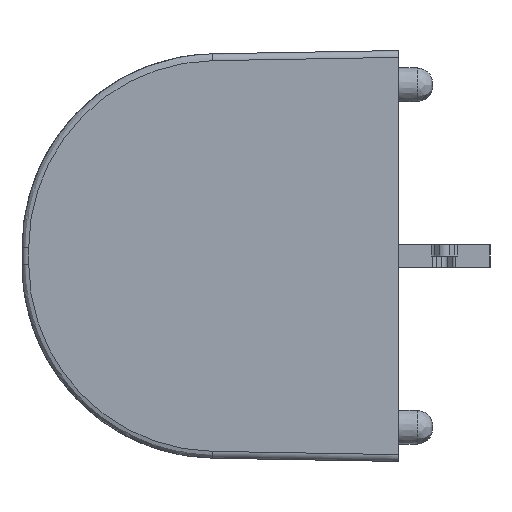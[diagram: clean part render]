
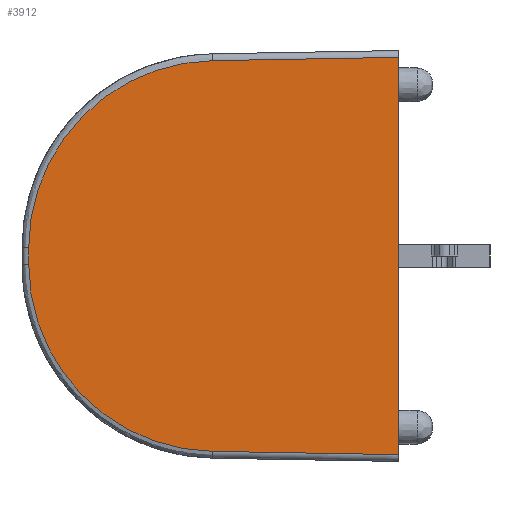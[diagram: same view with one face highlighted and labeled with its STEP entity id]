
A CAD part, left-side view. The second image highlights one B-rep face of the part: STEP entity #3912.
In plain terms, the highlighted planar face has unit normal (-1, 0.018, 0).
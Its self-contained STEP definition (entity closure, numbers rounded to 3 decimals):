
#54=DIRECTION('',(0.,0.,1.));
#55=VECTOR('',#54,17.4);
#56=CARTESIAN_POINT('',(-21.5,0.,-8.7));
#57=LINE('',#56,#55);
#384=DIRECTION('',(0.017,1.,0.017));
#385=VECTOR('',#384,8.151);
#386=CARTESIAN_POINT('',(-21.5,0.,-8.7));
#387=LINE('',#386,#385);
#388=CARTESIAN_POINT('',(-21.358,8.148,-8.558));
#389=CARTESIAN_POINT('',(-21.356,8.278,-8.556));
#390=CARTESIAN_POINT('',(-21.351,8.537,-8.545));
#391=CARTESIAN_POINT('',(-21.344,8.92,-8.511));
#392=CARTESIAN_POINT('',(-21.338,9.303,-8.459));
#393=CARTESIAN_POINT('',(-21.331,9.682,-8.389));
#394=CARTESIAN_POINT('',(-21.324,10.057,-8.301));
#395=CARTESIAN_POINT('',(-21.318,10.428,-8.196));
#396=CARTESIAN_POINT('',(-21.312,10.794,-8.073));
#397=CARTESIAN_POINT('',(-21.305,11.153,-7.934));
#398=CARTESIAN_POINT('',(-21.299,11.506,-7.778));
#399=CARTESIAN_POINT('',(-21.293,11.851,-7.605));
#400=CARTESIAN_POINT('',(-21.287,12.187,-7.416));
#401=CARTESIAN_POINT('',(-21.282,12.514,-7.212));
#402=CARTESIAN_POINT('',(-21.276,12.831,-6.992));
#403=CARTESIAN_POINT('',(-21.271,13.137,-6.758));
#404=CARTESIAN_POINT('',(-21.266,13.433,-6.51));
#405=CARTESIAN_POINT('',(-21.261,13.716,-6.248));
#406=CARTESIAN_POINT('',(-21.256,13.986,-5.973));
#407=CARTESIAN_POINT('',(-21.251,14.243,-5.686));
#408=CARTESIAN_POINT('',(-21.247,14.487,-5.387));
#409=CARTESIAN_POINT('',(-21.243,14.716,-5.077));
#410=CARTESIAN_POINT('',(-21.239,14.93,-4.756));
#411=CARTESIAN_POINT('',(-21.236,15.129,-4.426));
#412=CARTESIAN_POINT('',(-21.233,15.312,-4.087));
#413=CARTESIAN_POINT('',(-21.23,15.479,-3.739));
#414=CARTESIAN_POINT('',(-21.227,15.63,-3.384));
#415=CARTESIAN_POINT('',(-21.225,15.764,-3.023));
#416=CARTESIAN_POINT('',(-21.223,15.88,-2.655));
#417=CARTESIAN_POINT('',(-21.221,15.979,-2.283));
#418=CARTESIAN_POINT('',(-21.22,16.061,-1.906));
#419=CARTESIAN_POINT('',(-21.219,16.125,-1.526));
#420=CARTESIAN_POINT('',(-21.218,16.171,-1.141));
#421=CARTESIAN_POINT('',(-21.217,16.199,
-0.751));
#422=CARTESIAN_POINT('',(-21.217,16.205,
-0.49));
#423=CARTESIAN_POINT('',(-21.217,16.205,
-0.359));
#425=DIRECTION('',(0.,0.,1.));
#426=VECTOR('',#425,0.718);
#427=CARTESIAN_POINT('',(-21.217,16.205,
-0.359));
#428=LINE('',#427,#426);
#429=CARTESIAN_POINT('',(-21.217,16.205,0.359));
#430=CARTESIAN_POINT('',(-21.217,16.205,0.489));
#431=CARTESIAN_POINT('',(-21.217,16.199,0.748));
#432=CARTESIAN_POINT('',(-21.218,16.172,1.132));
#433=CARTESIAN_POINT('',(-21.219,16.126,1.515));
#434=CARTESIAN_POINT('',(-21.22,16.063,1.895));
#435=CARTESIAN_POINT('',(-21.221,15.982,2.272));
#436=CARTESIAN_POINT('',(-21.223,15.883,2.645));
#437=CARTESIAN_POINT('',(-21.225,15.767,3.012));
#438=CARTESIAN_POINT('',(-21.227,15.634,3.374));
#439=CARTESIAN_POINT('',(-21.23,15.484,3.729));
#440=CARTESIAN_POINT('',(-21.233,15.317,4.077));
#441=CARTESIAN_POINT('',(-21.236,15.135,4.416));
#442=CARTESIAN_POINT('',(-21.239,14.936,4.747));
#443=CARTESIAN_POINT('',(-21.243,14.722,5.068));
#444=CARTESIAN_POINT('',(-21.247,14.493,5.378));
#445=CARTESIAN_POINT('',(-21.251,14.25,5.678));
#446=CARTESIAN_POINT('',(-21.256,13.994,5.965));
#447=CARTESIAN_POINT('',(-21.26,13.724,6.24));
#448=CARTESIAN_POINT('',(-21.265,13.441,6.503));
#449=CARTESIAN_POINT('',(-21.271,13.146,6.751));
#450=CARTESIAN_POINT('',(-21.276,12.84,6.986));
#451=CARTESIAN_POINT('',(-21.281,12.523,7.206));
#452=CARTESIAN_POINT('',(-21.287,12.197,7.41));
#453=CARTESIAN_POINT('',(-21.293,11.861,7.6));
#454=CARTESIAN_POINT('',(-21.299,11.516,7.773));
#455=CARTESIAN_POINT('',(-21.305,11.164,7.93));
#456=CARTESIAN_POINT('',(-21.311,10.804,8.07));
#457=CARTESIAN_POINT('',(-21.318,10.439,8.193));
#458=CARTESIAN_POINT('',(-21.324,10.068,8.298));
#459=CARTESIAN_POINT('',(-21.331,9.693,8.387));
#460=CARTESIAN_POINT('',(-21.337,9.314,8.457));
#461=CARTESIAN_POINT('',(-21.344,8.929,8.51));
#462=CARTESIAN_POINT('',(-21.351,8.54,8.545));
#463=CARTESIAN_POINT('',(-21.355,8.279,8.556));
#464=CARTESIAN_POINT('',(-21.358,8.148,8.558));
#466=DIRECTION('',(-0.017,-1.,0.017));
#467=VECTOR('',#466,8.151);
#468=CARTESIAN_POINT('',(-21.358,8.148,8.558));
#469=LINE('',#468,#467);
#3159=CARTESIAN_POINT('',(-21.5,0.,-8.7));
#3160=CARTESIAN_POINT('',(-21.358,8.148,
-8.558));
#3161=VERTEX_POINT('',#3159);
#3162=VERTEX_POINT('',#3160);
#3164=VERTEX_POINT('',#423);
#3167=CARTESIAN_POINT('',(-21.217,16.205,
0.359));
#3168=VERTEX_POINT('',#3167);
#3170=VERTEX_POINT('',#464);
#3171=CARTESIAN_POINT('',(-21.5,0.,8.7));
#3172=VERTEX_POINT('',#3171);
#3895=CARTESIAN_POINT('',(-21.5,0.,-10.051));
#3896=DIRECTION('',(-1.,0.017,0.));
#3897=DIRECTION('',(0.,0.,1.));
#3898=AXIS2_PLACEMENT_3D('',#3895,#3896,#3897);
#3899=PLANE('',#3898);
#3901=ORIENTED_EDGE('',*,*,#3900,.T.);
#3903=ORIENTED_EDGE('',*,*,#3902,.T.);
#3905=ORIENTED_EDGE('',*,*,#3904,.T.);
#3907=ORIENTED_EDGE('',*,*,#3906,.T.);
#3908=ORIENTED_EDGE('',*,*,#3885,.T.);
#3909=ORIENTED_EDGE('',*,*,#3701,.F.);
#3910=EDGE_LOOP('',(#3901,#3903,#3905,#3907,#3908,#3909));
#3911=FACE_OUTER_BOUND('',#3910,.F.);
#3912=ADVANCED_FACE('',(#3911),#3899,.T.);
#424=B_SPLINE_CURVE_WITH_KNOTS('',3,(#388,#389,#390,#391,#392,#393,#394,#395,
#396,#397,#398,#399,#400,#401,#402,#403,#404,#405,#406,#407,#408,#409,#410,#411,
#412,#413,#414,#415,#416,#417,#418,#419,#420,#421,#422,#423),.UNSPECIFIED.,.F.,
.F.,(4,1,1,1,1,1,1,1,1,1,1,1,1,1,1,1,1,1,1,1,1,1,1,1,1,1,1,1,1,1,1,1,1,4),(0.,
0.03,0.061,0.091,0.121,
0.152,0.182,0.212,0.242,
0.273,0.303,0.333,0.364,
0.394,0.424,0.455,0.485,
0.515,0.545,0.576,0.606,
0.636,0.667,0.697,0.727,
0.758,0.788,0.818,0.848,
0.879,0.909,0.939,0.97,1.),
.UNSPECIFIED.);
#465=B_SPLINE_CURVE_WITH_KNOTS('',3,(#429,#430,#431,#432,#433,#434,#435,#436,
#437,#438,#439,#440,#441,#442,#443,#444,#445,#446,#447,#448,#449,#450,#451,#452,
#453,#454,#455,#456,#457,#458,#459,#460,#461,#462,#463,#464),.UNSPECIFIED.,.F.,
.F.,(4,1,1,1,1,1,1,1,1,1,1,1,1,1,1,1,1,1,1,1,1,1,1,1,1,1,1,1,1,1,1,1,1,4),(0.,
0.03,0.061,0.091,0.121,
0.152,0.182,0.212,0.242,
0.273,0.303,0.333,0.364,
0.394,0.424,0.455,0.485,
0.515,0.545,0.576,0.606,
0.636,0.667,0.697,0.727,
0.758,0.788,0.818,0.848,
0.879,0.909,0.939,0.97,1.),
.UNSPECIFIED.);
#3701=EDGE_CURVE('',#3161,#3172,#57,.T.);
#3885=EDGE_CURVE('',#3170,#3172,#469,.T.);
#3900=EDGE_CURVE('',#3161,#3162,#387,.T.);
#3902=EDGE_CURVE('',#3162,#3164,#424,.T.);
#3904=EDGE_CURVE('',#3164,#3168,#428,.T.);
#3906=EDGE_CURVE('',#3168,#3170,#465,.T.);
